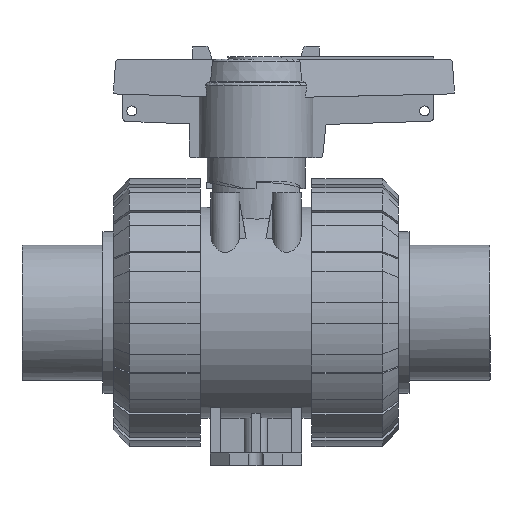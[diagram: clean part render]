
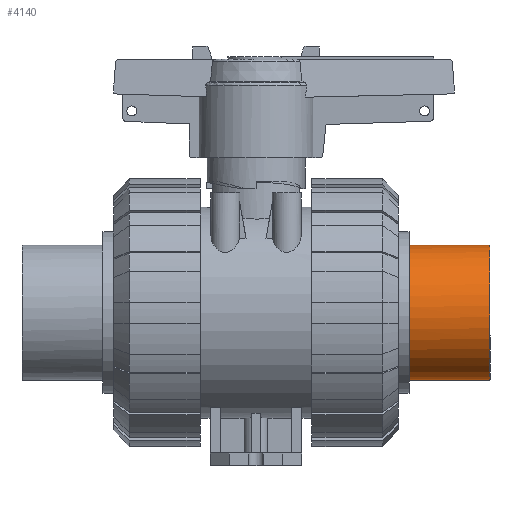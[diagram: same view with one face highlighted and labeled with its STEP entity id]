
A CAD part, front view. The second image highlights one B-rep face of the part: STEP entity #4140.
In plain terms, the highlighted free-form (B-spline) face has degree [8, 1] with [9, 2] control points.
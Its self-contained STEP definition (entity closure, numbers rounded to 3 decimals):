
#3921=CARTESIAN_POINT('',(129.75,0.,122.5));
#3922=VERTEX_POINT('',#3921);
#3923=CARTESIAN_POINT('',(129.75,0.,47.5));
#3924=VERTEX_POINT('',#3923);
#3937=CARTESIAN_POINT('',(129.75,0.037,47.5));
#3938=CARTESIAN_POINT('',(129.75,-14.698,47.485));
#3939=CARTESIAN_POINT('',(129.75,-29.44,54.088));
#3940=CARTESIAN_POINT('',(129.75,-40.721,67.309));
#3941=CARTESIAN_POINT('',(129.75,-45.078,84.996));
#3942=CARTESIAN_POINT('',(129.75,-40.721,102.696));
#3943=CARTESIAN_POINT('',(129.75,-29.44,115.913));
#3944=CARTESIAN_POINT('',(129.75,-14.698,122.515));
#3945=CARTESIAN_POINT('',(129.75,0.037,122.5));
#3946=B_SPLINE_CURVE_WITH_KNOTS('',8,(#3937,#3938,#3939,#3940,#3941,#3942,#3943,#3944,#3945),.UNSPECIFIED.,.F.,.U.,(9,9),(-6.284,-3.141),.UNSPECIFIED.);
#3947=EDGE_CURVE('',#3924,#3922,#3946,.T.);
#4080=CARTESIAN_POINT('',(84.849,0.037,122.5));
#4081=CARTESIAN_POINT('',(84.849,-14.698,122.515));
#4082=CARTESIAN_POINT('',(84.849,-29.44,115.913));
#4083=CARTESIAN_POINT('',(84.849,-40.721,102.696));
#4084=CARTESIAN_POINT('',(84.849,-45.078,84.996));
#4085=CARTESIAN_POINT('',(84.849,-40.721,67.309));
#4086=CARTESIAN_POINT('',(84.849,-29.44,54.088));
#4087=CARTESIAN_POINT('',(84.849,-14.698,47.485));
#4088=CARTESIAN_POINT('',(84.849,0.037,47.5));
#4089=CARTESIAN_POINT('',(138.731,0.037,122.5));
#4090=CARTESIAN_POINT('',(138.731,-14.698,122.515));
#4091=CARTESIAN_POINT('',(138.731,-29.44,115.913));
#4092=CARTESIAN_POINT('',(138.731,-40.721,102.696));
#4093=CARTESIAN_POINT('',(138.731,-45.078,84.996));
#4094=CARTESIAN_POINT('',(138.731,-40.721,67.309));
#4095=CARTESIAN_POINT('',(138.731,-29.44,54.088));
#4096=CARTESIAN_POINT('',(138.731,-14.698,47.485));
#4097=CARTESIAN_POINT('',(138.731,0.037,47.5));
#4098=B_SPLINE_SURFACE_WITH_KNOTS('',8,1,((#4080,#4089),(#4081,#4090),(#4082,#4091),(#4083,#4092),(#4084,#4093),(#4085,#4094),(#4086,#4095),(#4087,#4096),(#4088,#4097)),.UNSPECIFIED.,.F.,.F.,.F.,(9,9),(2,2),(-6.284,-3.141),(0.0,5.388),.UNSPECIFIED.);
#4099=CARTESIAN_POINT('',(84.85,0.,47.5));
#4100=VERTEX_POINT('',#4099);
#4101=CARTESIAN_POINT('',(84.85,0.,122.5));
#4102=VERTEX_POINT('',#4101);
#4103=CARTESIAN_POINT('',(84.85,0.,47.5));
#4104=CARTESIAN_POINT('',(84.85,-6.742,47.5));
#4105=CARTESIAN_POINT('',(84.85,-13.475,49.361));
#4106=CARTESIAN_POINT('',(84.85,-19.26,52.824));
#4107=CARTESIAN_POINT('',(84.85,-25.04,56.283));
#4108=CARTESIAN_POINT('',(84.85,-29.857,61.332));
#4109=CARTESIAN_POINT('',(84.85,-33.042,67.267));
#4110=CARTESIAN_POINT('',(84.85,-36.24,73.226));
#4111=CARTESIAN_POINT('',(84.85,-37.784,80.061));
#4112=CARTESIAN_POINT('',(84.85,-37.456,86.816));
#4113=CARTESIAN_POINT('',(84.85,-37.129,93.551));
#4114=CARTESIAN_POINT('',(84.85,-34.944,100.186));
#4115=CARTESIAN_POINT('',(84.85,-31.205,105.797));
#4116=CARTESIAN_POINT('',(84.85,-27.458,111.42));
#4117=CARTESIAN_POINT('',(84.85,-22.16,115.998));
#4118=CARTESIAN_POINT('',(84.85,-16.054,118.89));
#4119=CARTESIAN_POINT('',(84.85,-11.057,121.258));
#4120=CARTESIAN_POINT('',(84.85,-5.53,122.5));
#4121=CARTESIAN_POINT('',(84.85,0.,122.5));
#4122=B_SPLINE_CURVE_WITH_KNOTS('',3,(#4103,#4104,#4105,#4106,#4107,#4108,#4109,#4110,#4111,#4112,#4113,#4114,#4115,#4116,#4117,#4118,#4119,#4120,#4121),.UNSPECIFIED.,.F.,.U.,(4,3,3,3,3,3,4),(0.0,0.02,0.04,0.06,0.081,0.101,0.117),.UNSPECIFIED.);
#4123=EDGE_CURVE('',#4100,#4102,#4122,.T.);
#4124=ORIENTED_EDGE('',*,*,#4123,.F.);
#4125=CARTESIAN_POINT('',(129.75,0.,47.5));
#4126=DIRECTION('',(-1.0,0.0,0.0));
#4127=VECTOR('',#4126,44.9);
#4128=LINE('',#4125,#4127);
#4129=EDGE_CURVE('',#3924,#4100,#4128,.T.);
#4130=ORIENTED_EDGE('',*,*,#4129,.F.);
#4131=ORIENTED_EDGE('',*,*,#3947,.T.);
#4132=CARTESIAN_POINT('',(84.85,0.,122.5));
#4133=DIRECTION('',(1.0,0.0,0.0));
#4134=VECTOR('',#4133,44.9);
#4135=LINE('',#4132,#4134);
#4136=EDGE_CURVE('',#4102,#3922,#4135,.T.);
#4137=ORIENTED_EDGE('',*,*,#4136,.F.);
#4138=EDGE_LOOP('',(#4124,#4130,#4131,#4137));
#4139=FACE_OUTER_BOUND('',#4138,.T.);
#4140=ADVANCED_FACE('',(#4139),#4098,.T.);
